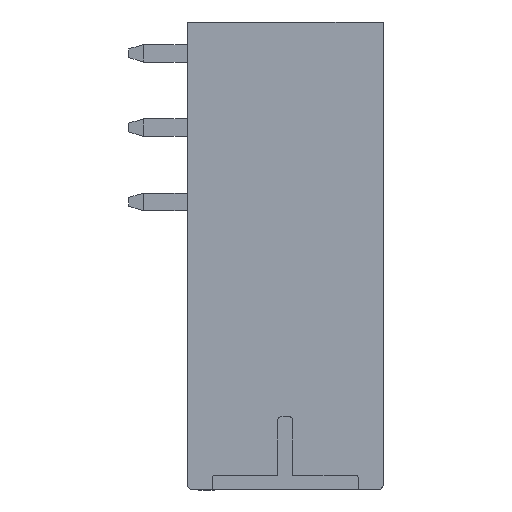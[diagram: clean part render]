
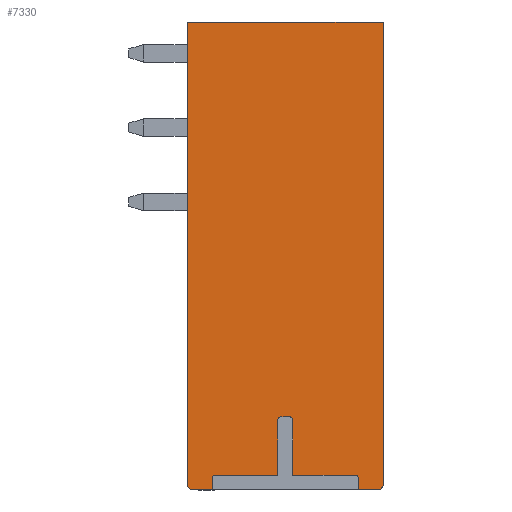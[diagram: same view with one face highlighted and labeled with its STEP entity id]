
A CAD part, front view. The second image highlights one B-rep face of the part: STEP entity #7330.
In plain terms, the highlighted planar face has unit normal (0, -1, 0).
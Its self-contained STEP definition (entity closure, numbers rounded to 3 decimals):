
#765=DIRECTION('',(0.,0.,1.));
#766=VECTOR('',#765,0.8);
#767=CARTESIAN_POINT('',(-5.,-93.28,-16.));
#768=LINE('',#767,#766);
#769=DIRECTION('',(-1.,0.,0.));
#770=VECTOR('',#769,1.3);
#771=CARTESIAN_POINT('',(-5.,-93.28,-16.));
#772=LINE('',#771,#770);
#773=CARTESIAN_POINT('',(-6.3,-93.28,-15.6));
#774=DIRECTION('',(0.,1.,0.));
#775=DIRECTION('',(0.,0.,-1.));
#776=AXIS2_PLACEMENT_3D('',#773,#774,#775);
#778=DIRECTION('',(0.,0.,1.));
#779=VECTOR('',#778,31.6);
#780=CARTESIAN_POINT('',(-6.7,-93.28,-15.6));
#781=LINE('',#780,#779);
#782=DIRECTION('',(1.,0.,0.));
#783=VECTOR('',#782,13.4);
#784=CARTESIAN_POINT('',(-6.7,-93.28,16.));
#785=LINE('',#784,#783);
#786=DIRECTION('',(0.,0.,-1.));
#787=VECTOR('',#786,31.6);
#788=CARTESIAN_POINT('',(6.7,-93.28,16.));
#789=LINE('',#788,#787);
#790=CARTESIAN_POINT('',(6.3,-93.28,-15.6));
#791=DIRECTION('',(0.,1.,0.));
#792=DIRECTION('',(1.,0.,0.));
#793=AXIS2_PLACEMENT_3D('',#790,#791,#792);
#795=DIRECTION('',(-1.,0.,0.));
#796=VECTOR('',#795,1.3);
#797=CARTESIAN_POINT('',(6.3,-93.28,-16.));
#798=LINE('',#797,#796);
#799=DIRECTION('',(0.,0.,1.));
#800=VECTOR('',#799,0.8);
#801=CARTESIAN_POINT('',(5.,-93.28,-16.));
#802=LINE('',#801,#800);
#803=CARTESIAN_POINT('',(4.8,-93.28,-15.2));
#804=DIRECTION('',(0.,1.,0.));
#805=DIRECTION('',(0.,0.,1.));
#806=AXIS2_PLACEMENT_3D('',#803,#804,#805);
#808=DIRECTION('',(1.,0.,0.));
#809=VECTOR('',#808,4.3);
#810=CARTESIAN_POINT('',(0.5,-93.28,-15.));
#811=LINE('',#810,#809);
#812=DIRECTION('',(0.,0.,-1.));
#813=VECTOR('',#812,3.8);
#814=CARTESIAN_POINT('',(0.5,-93.28,-11.2));
#815=LINE('',#814,#813);
#816=CARTESIAN_POINT('',(0.3,-93.28,-11.2));
#817=DIRECTION('',(0.,1.,0.));
#818=DIRECTION('',(0.,0.,1.));
#819=AXIS2_PLACEMENT_3D('',#816,#817,#818);
#821=DIRECTION('',(1.,0.,0.));
#822=VECTOR('',#821,0.6);
#823=CARTESIAN_POINT('',(-0.3,-93.28,-11.));
#824=LINE('',#823,#822);
#825=CARTESIAN_POINT('',(-0.3,-93.28,-11.2));
#826=DIRECTION('',(0.,1.,0.));
#827=DIRECTION('',(-1.,0.,0.));
#828=AXIS2_PLACEMENT_3D('',#825,#826,#827);
#830=DIRECTION('',(0.,0.,1.));
#831=VECTOR('',#830,3.8);
#832=CARTESIAN_POINT('',(-0.5,-93.28,-15.));
#833=LINE('',#832,#831);
#834=DIRECTION('',(1.,0.,0.));
#835=VECTOR('',#834,4.3);
#836=CARTESIAN_POINT('',(-4.8,-93.28,-15.));
#837=LINE('',#836,#835);
#838=CARTESIAN_POINT('',(-4.8,-93.28,-15.2));
#839=DIRECTION('',(0.,1.,0.));
#840=DIRECTION('',(-1.,0.,0.));
#841=AXIS2_PLACEMENT_3D('',#838,#839,#840);
#5374=CARTESIAN_POINT('',(-6.7,-93.28,16.));
#5375=CARTESIAN_POINT('',(6.7,-93.28,16.));
#5376=VERTEX_POINT('',#5374);
#5377=VERTEX_POINT('',#5375);
#5378=CARTESIAN_POINT('',(6.7,-93.28,-15.6));
#5379=VERTEX_POINT('',#5378);
#5380=CARTESIAN_POINT('',(6.3,-93.28,-16.));
#5381=VERTEX_POINT('',#5380);
#5382=CARTESIAN_POINT('',(-6.3,-93.28,-16.));
#5383=CARTESIAN_POINT('',(-6.7,-93.28,-15.6));
#5384=VERTEX_POINT('',#5382);
#5385=VERTEX_POINT('',#5383);
#5458=CARTESIAN_POINT('',(-5.,-93.28,-16.));
#5459=VERTEX_POINT('',#5458);
#5460=CARTESIAN_POINT('',(-5.,-93.28,-15.2));
#5461=VERTEX_POINT('',#5460);
#5462=CARTESIAN_POINT('',(-4.8,-93.28,-15.));
#5463=VERTEX_POINT('',#5462);
#5464=CARTESIAN_POINT('',(-0.5,-93.28,-15.));
#5465=VERTEX_POINT('',#5464);
#5466=CARTESIAN_POINT('',(-0.5,-93.28,-11.2));
#5467=VERTEX_POINT('',#5466);
#5468=CARTESIAN_POINT('',(-0.3,-93.28,-11.));
#5469=VERTEX_POINT('',#5468);
#5470=CARTESIAN_POINT('',(0.3,-93.28,-11.));
#5471=VERTEX_POINT('',#5470);
#5472=CARTESIAN_POINT('',(0.5,-93.28,-11.2));
#5473=VERTEX_POINT('',#5472);
#5474=CARTESIAN_POINT('',(0.5,-93.28,-15.));
#5475=VERTEX_POINT('',#5474);
#5476=CARTESIAN_POINT('',(4.8,-93.28,-15.));
#5477=VERTEX_POINT('',#5476);
#5478=CARTESIAN_POINT('',(5.,-93.28,-15.2));
#5479=VERTEX_POINT('',#5478);
#5480=CARTESIAN_POINT('',(5.,-93.28,-16.));
#5481=VERTEX_POINT('',#5480);
#7289=CARTESIAN_POINT('',(0.,-93.28,0.));
#7290=DIRECTION('',(0.,1.,0.));
#7291=DIRECTION('',(1.,0.,0.));
#7292=AXIS2_PLACEMENT_3D('',#7289,#7290,#7291);
#7293=PLANE('',#7292);
#7295=ORIENTED_EDGE('',*,*,#7294,.F.);
#7296=ORIENTED_EDGE('',*,*,#6959,.T.);
#7298=ORIENTED_EDGE('',*,*,#7297,.T.);
#7300=ORIENTED_EDGE('',*,*,#7299,.T.);
#7302=ORIENTED_EDGE('',*,*,#7301,.T.);
#7304=ORIENTED_EDGE('',*,*,#7303,.T.);
#7306=ORIENTED_EDGE('',*,*,#7305,.T.);
#7307=ORIENTED_EDGE('',*,*,#6967,.T.);
#7309=ORIENTED_EDGE('',*,*,#7308,.T.);
#7311=ORIENTED_EDGE('',*,*,#7310,.F.);
#7313=ORIENTED_EDGE('',*,*,#7312,.F.);
#7315=ORIENTED_EDGE('',*,*,#7314,.F.);
#7317=ORIENTED_EDGE('',*,*,#7316,.F.);
#7319=ORIENTED_EDGE('',*,*,#7318,.F.);
#7321=ORIENTED_EDGE('',*,*,#7320,.F.);
#7323=ORIENTED_EDGE('',*,*,#7322,.F.);
#7325=ORIENTED_EDGE('',*,*,#7324,.F.);
#7327=ORIENTED_EDGE('',*,*,#7326,.F.);
#7328=EDGE_LOOP('',(#7295,#7296,#7298,#7300,#7302,#7304,#7306,#7307,#7309,#7311,
#7313,#7315,#7317,#7319,#7321,#7323,#7325,#7327));
#7329=FACE_OUTER_BOUND('',#7328,.F.);
#777=CIRCLE('',#776,0.4);
#794=CIRCLE('',#793,0.4);
#807=CIRCLE('',#806,0.2);
#820=CIRCLE('',#819,0.2);
#829=CIRCLE('',#828,0.2);
#842=CIRCLE('',#841,0.2);
#6959=EDGE_CURVE('',#5459,#5384,#772,.T.);
#6967=EDGE_CURVE('',#5381,#5481,#798,.T.);
#7294=EDGE_CURVE('',#5459,#5461,#768,.T.);
#7297=EDGE_CURVE('',#5384,#5385,#777,.T.);
#7299=EDGE_CURVE('',#5385,#5376,#781,.T.);
#7301=EDGE_CURVE('',#5376,#5377,#785,.T.);
#7303=EDGE_CURVE('',#5377,#5379,#789,.T.);
#7305=EDGE_CURVE('',#5379,#5381,#794,.T.);
#7308=EDGE_CURVE('',#5481,#5479,#802,.T.);
#7310=EDGE_CURVE('',#5477,#5479,#807,.T.);
#7312=EDGE_CURVE('',#5475,#5477,#811,.T.);
#7314=EDGE_CURVE('',#5473,#5475,#815,.T.);
#7316=EDGE_CURVE('',#5471,#5473,#820,.T.);
#7318=EDGE_CURVE('',#5469,#5471,#824,.T.);
#7320=EDGE_CURVE('',#5467,#5469,#829,.T.);
#7322=EDGE_CURVE('',#5465,#5467,#833,.T.);
#7324=EDGE_CURVE('',#5463,#5465,#837,.T.);
#7326=EDGE_CURVE('',#5461,#5463,#842,.T.);
#7330=ADVANCED_FACE('',(#7329),#7293,.F.);
